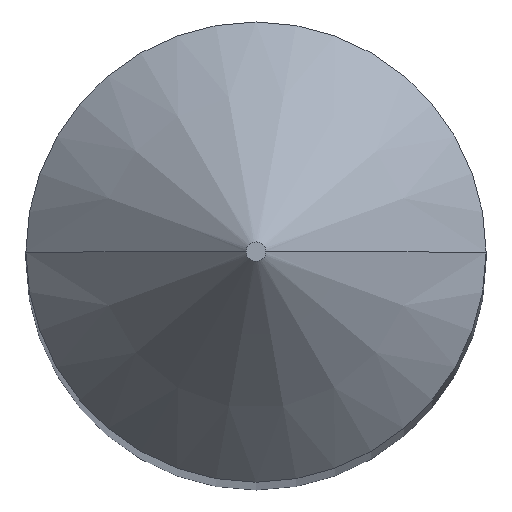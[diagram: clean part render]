
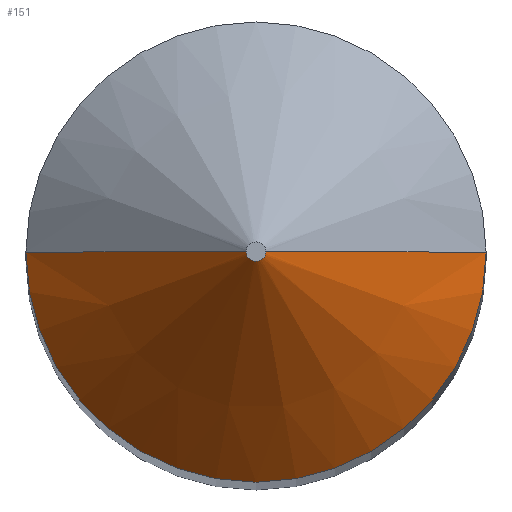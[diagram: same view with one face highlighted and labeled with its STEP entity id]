
A CAD part, top view. The second image highlights one B-rep face of the part: STEP entity #151.
In plain terms, the highlighted conical face has half-angle 45 degrees and reference radius 0.102 mm.
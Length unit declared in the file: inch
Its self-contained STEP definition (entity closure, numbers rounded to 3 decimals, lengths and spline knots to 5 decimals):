
#7 = CARTESIAN_POINT ( 'NONE',  ( -0.09375, 0., 1.91025 ) ) ;
#11 = AXIS2_PLACEMENT_3D ( 'NONE', #40, #236, #59 ) ;
#18 = ORIENTED_EDGE ( 'NONE', *, *, #120, .T. ) ;
#27 = FACE_OUTER_BOUND ( 'NONE', #198, .T. ) ;
#28 = DIRECTION ( 'NONE',  ( -1., 0., 0. ) ) ;
#32 = AXIS2_PLACEMENT_3D ( 'NONE', #223, #90, #28 ) ;
#40 = CARTESIAN_POINT ( 'NONE',  ( 0., 0., 2. ) ) ;
#41 = EDGE_CURVE ( 'NONE', #51, #113, #159, .T. ) ;
#43 = ORIENTED_EDGE ( 'NONE', *, *, #179, .F. ) ;
#48 = CARTESIAN_POINT ( 'NONE',  ( 0.004, 0., 2. ) ) ;
#51 = VERTEX_POINT ( 'NONE', #138 ) ;
#59 = DIRECTION ( 'NONE',  ( -1., 0., 0. ) ) ;
#65 = VERTEX_POINT ( 'NONE', #177 ) ;
#70 = CARTESIAN_POINT ( 'NONE',  ( -0.004, 0., 2. ) ) ;
#86 = VECTOR ( 'NONE', #88, 39.37008 ) ;
#88 = DIRECTION ( 'NONE',  ( 0.707, 0., -0.707 ) ) ;
#90 = DIRECTION ( 'NONE',  ( 0., 0., -1. ) ) ;
#105 = DIRECTION ( 'NONE',  ( 1., 0., 0. ) ) ;
#107 = DIRECTION ( 'NONE',  ( -0.707, 0., -0.707 ) ) ;
#113 = VERTEX_POINT ( 'NONE', #205 ) ;
#114 = ORIENTED_EDGE ( 'NONE', *, *, #41, .T. ) ;
#120 = EDGE_CURVE ( 'NONE', #113, #218, #161, .T. ) ;
#125 = CIRCLE ( 'NONE', #32, 0.09375 ) ;
#129 = VECTOR ( 'NONE', #107, 39.37008 ) ;
#136 = EDGE_CURVE ( 'NONE', #65, #218, #125, .T. ) ;
#138 = CARTESIAN_POINT ( 'NONE',  ( 0.004, 0., 2. ) ) ;
#151 = ADVANCED_FACE ( 'NONE', ( #27 ), #153, .T. ) ;
#153 = CONICAL_SURFACE ( 'NONE', #204, 0.004, 0.785 ) ;
#159 = CIRCLE ( 'NONE', #11, 0.004 ) ;
#161 = LINE ( 'NONE', #70, #129 ) ;
#168 = DIRECTION ( 'NONE',  ( 0., 0., -1. ) ) ;
#177 = CARTESIAN_POINT ( 'NONE',  ( 0.09375, 0., 1.91025 ) ) ;
#179 = EDGE_CURVE ( 'NONE', #51, #65, #247, .T. ) ;
#198 = EDGE_LOOP ( 'NONE', ( #114, #18, #241, #43 ) ) ;
#204 = AXIS2_PLACEMENT_3D ( 'NONE', #206, #168, #105 ) ;
#205 = CARTESIAN_POINT ( 'NONE',  ( -0.004, 0., 2. ) ) ;
#206 = CARTESIAN_POINT ( 'NONE',  ( 0., 0., 2. ) ) ;
#218 = VERTEX_POINT ( 'NONE', #7 ) ;
#223 = CARTESIAN_POINT ( 'NONE',  ( 0., 0., 1.91025 ) ) ;
#236 = DIRECTION ( 'NONE',  ( 0., 0., -1. ) ) ;
#241 = ORIENTED_EDGE ( 'NONE', *, *, #136, .F. ) ;
#247 = LINE ( 'NONE', #48, #86 ) ;
